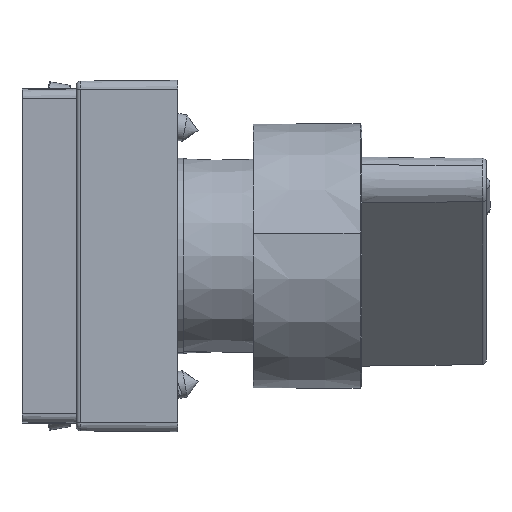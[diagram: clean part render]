
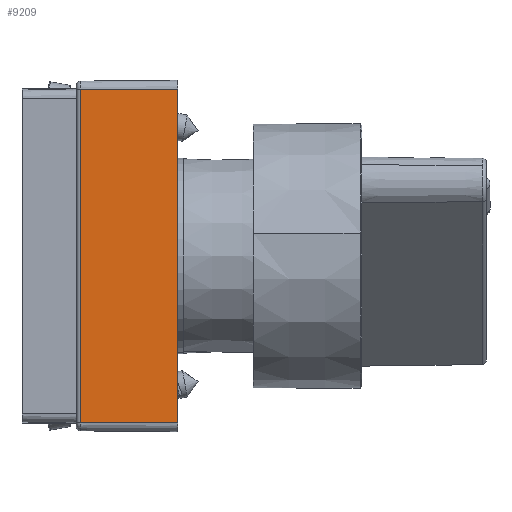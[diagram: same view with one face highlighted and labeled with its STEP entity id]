
A CAD part, left-side view. The second image highlights one B-rep face of the part: STEP entity #9209.
In plain terms, the highlighted planar face has unit normal (-1, 0.009, 0).
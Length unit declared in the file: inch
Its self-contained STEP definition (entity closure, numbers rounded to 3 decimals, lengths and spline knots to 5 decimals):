
#518 = EDGE_CURVE ( 'NONE', #6664, #31446, #12746, .T. ) ;
#582 = DIRECTION ( 'NONE',  ( -0.009, -1., 0. ) ) ;
#1073 = CARTESIAN_POINT ( 'NONE',  ( -0.59498, 0.25667, 0.73831 ) ) ;
#1139 = ORIENTED_EDGE ( 'NONE', *, *, #15638, .T. ) ;
#2576 = DIRECTION ( 'NONE',  ( 0.009, 1., 0. ) ) ;
#2826 = DIRECTION ( 'NONE',  ( -1., 0.009, 0. ) ) ;
#3131 = PLANE ( 'NONE',  #10138 ) ;
#6570 = VERTEX_POINT ( 'NONE', #27583 ) ;
#6664 = VERTEX_POINT ( 'NONE', #18535 ) ;
#7587 = DIRECTION ( 'NONE',  ( 0., 0., 1. ) ) ;
#7977 = DIRECTION ( 'NONE',  ( -0.009, -1., 0. ) ) ;
#8218 = CARTESIAN_POINT ( 'NONE',  ( -0.59498, 0.25667, 0.36921 ) ) ;
#9209 = ADVANCED_FACE ( 'NONE', ( #27317 ), #3131, .T. ) ;
#10138 = AXIS2_PLACEMENT_3D ( 'NONE', #27155, #2826, #7977 ) ;
#10171 = LINE ( 'NONE', #22581, #27010 ) ;
#10424 = VECTOR ( 'NONE', #582, 39.37008 ) ;
#10807 = DIRECTION ( 'NONE',  ( 0., 0., 1. ) ) ;
#12679 = CARTESIAN_POINT ( 'NONE',  ( -0.59874, -0.1746, 0.73831 ) ) ;
#12746 = LINE ( 'NONE', #8218, #18860 ) ;
#13481 = CARTESIAN_POINT ( 'NONE',  ( -0.59874, -0.1746, 0.73831 ) ) ;
#14437 = EDGE_LOOP ( 'NONE', ( #24578, #25557, #17000, #1139 ) ) ;
#15260 = LINE ( 'NONE', #22661, #10424 ) ;
#15638 = EDGE_CURVE ( 'NONE', #6664, #6570, #15260, .T. ) ;
#17000 = ORIENTED_EDGE ( 'NONE', *, *, #518, .F. ) ;
#17240 = LINE ( 'NONE', #13481, #23168 ) ;
#18535 = CARTESIAN_POINT ( 'NONE',  ( -0.59498, 0.25667, -0.73807 ) ) ;
#18860 = VECTOR ( 'NONE', #10807, 39.37008 ) ;
#22581 = CARTESIAN_POINT ( 'NONE',  ( -0.59874, -0.1746, 0.73831 ) ) ;
#22661 = CARTESIAN_POINT ( 'NONE',  ( -0.59874, -0.1746, -0.73807 ) ) ;
#23168 = VECTOR ( 'NONE', #2576, 39.37008 ) ;
#23852 = EDGE_CURVE ( 'NONE', #6570, #25750, #10171, .T. ) ;
#24578 = ORIENTED_EDGE ( 'NONE', *, *, #23852, .T. ) ;
#25557 = ORIENTED_EDGE ( 'NONE', *, *, #29853, .T. ) ;
#25750 = VERTEX_POINT ( 'NONE', #12679 ) ;
#27010 = VECTOR ( 'NONE', #7587, 39.37008 ) ;
#27155 = CARTESIAN_POINT ( 'NONE',  ( -0.59874, -0.1746, 0.73831 ) ) ;
#27317 = FACE_OUTER_BOUND ( 'NONE', #14437, .T. ) ;
#27583 = CARTESIAN_POINT ( 'NONE',  ( -0.59874, -0.1746, -0.73807 ) ) ;
#29853 = EDGE_CURVE ( 'NONE', #25750, #31446, #17240, .T. ) ;
#31446 = VERTEX_POINT ( 'NONE', #1073 ) ;
